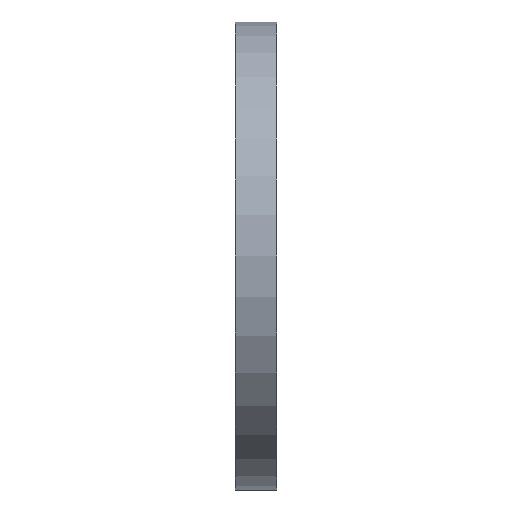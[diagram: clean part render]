
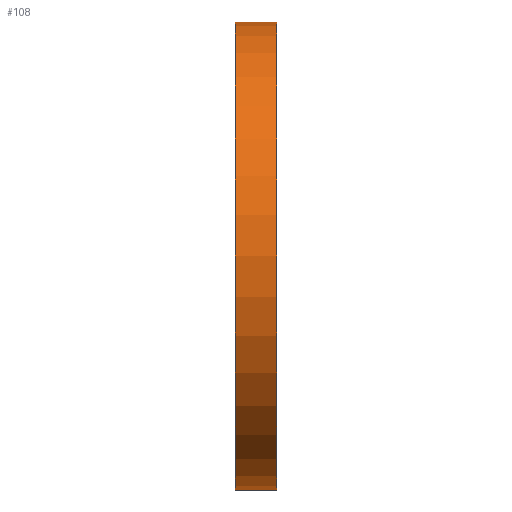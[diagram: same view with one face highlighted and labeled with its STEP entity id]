
A CAD part, left-side view. The second image highlights one B-rep face of the part: STEP entity #108.
In plain terms, the highlighted cylindrical face has radius 125 mm (diameter 250 mm), a partial arc.
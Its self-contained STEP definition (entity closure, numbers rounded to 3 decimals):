
#50 = CIRCLE ( 'NONE', #561, 125. ) ;
#72 = EDGE_LOOP ( 'NONE', ( #86, #373, #613, #163 ) ) ;
#86 = ORIENTED_EDGE ( 'NONE', *, *, #502, .F. ) ;
#103 = CARTESIAN_POINT ( 'NONE',  ( 0., 0., 125. ) ) ;
#107 = FACE_OUTER_BOUND ( 'NONE', #72, .T. ) ;
#108 = ADVANCED_FACE ( 'NONE', ( #107 ), #595, .T. ) ;
#117 = DIRECTION ( 'NONE',  ( 0., 0., 1. ) ) ;
#162 = DIRECTION ( 'NONE',  ( 0., 1., 0. ) ) ;
#163 = ORIENTED_EDGE ( 'NONE', *, *, #436, .F. ) ;
#169 = EDGE_CURVE ( 'NONE', #656, #421, #50, .T. ) ;
#219 = DIRECTION ( 'NONE',  ( 0., 1., 0. ) ) ;
#291 = CARTESIAN_POINT ( 'NONE',  ( 0., 0., -125. ) ) ;
#304 = EDGE_CURVE ( 'NONE', #421, #479, #765, .T. ) ;
#312 = CARTESIAN_POINT ( 'NONE',  ( 0., 22., 0. ) ) ;
#373 = ORIENTED_EDGE ( 'NONE', *, *, #169, .T. ) ;
#421 = VERTEX_POINT ( 'NONE', #103 ) ;
#436 = EDGE_CURVE ( 'NONE', #449, #479, #887, .T. ) ;
#449 = VERTEX_POINT ( 'NONE', #655 ) ;
#453 = DIRECTION ( 'NONE',  ( 0., 0., 1. ) ) ;
#473 = DIRECTION ( 'NONE',  ( 0., 1., 0. ) ) ;
#479 = VERTEX_POINT ( 'NONE', #879 ) ;
#500 = CARTESIAN_POINT ( 'NONE',  ( 0., 34.695, 125. ) ) ;
#502 = EDGE_CURVE ( 'NONE', #656, #449, #678, .T. ) ;
#561 = AXIS2_PLACEMENT_3D ( 'NONE', #737, #878, #117 ) ;
#586 = AXIS2_PLACEMENT_3D ( 'NONE', #312, #162, #453 ) ;
#591 = DIRECTION ( 'NONE',  ( 0., 1., 0. ) ) ;
#595 = CYLINDRICAL_SURFACE ( 'NONE', #746, 125. ) ;
#612 = VECTOR ( 'NONE', #473, 1000. ) ;
#613 = ORIENTED_EDGE ( 'NONE', *, *, #304, .T. ) ;
#634 = VECTOR ( 'NONE', #219, 1000. ) ;
#655 = CARTESIAN_POINT ( 'NONE',  ( 0., 22., -125. ) ) ;
#656 = VERTEX_POINT ( 'NONE', #291 ) ;
#670 = DIRECTION ( 'NONE',  ( 0., 0., 1. ) ) ;
#678 = LINE ( 'NONE', #873, #612 ) ;
#694 = CARTESIAN_POINT ( 'NONE',  ( 0., 34.695, 0. ) ) ;
#737 = CARTESIAN_POINT ( 'NONE',  ( 0., 0., 0. ) ) ;
#746 = AXIS2_PLACEMENT_3D ( 'NONE', #694, #591, #670 ) ;
#765 = LINE ( 'NONE', #500, #634 ) ;
#873 = CARTESIAN_POINT ( 'NONE',  ( 0., 34.695, -125. ) ) ;
#878 = DIRECTION ( 'NONE',  ( 0., 1., 0. ) ) ;
#879 = CARTESIAN_POINT ( 'NONE',  ( 0., 22., 125. ) ) ;
#887 = CIRCLE ( 'NONE', #586, 125. ) ;
